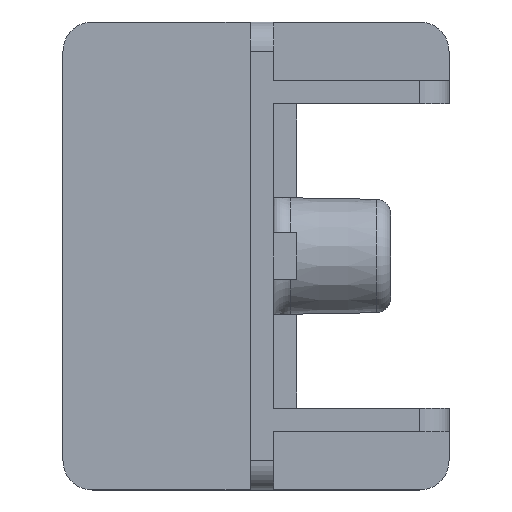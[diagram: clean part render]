
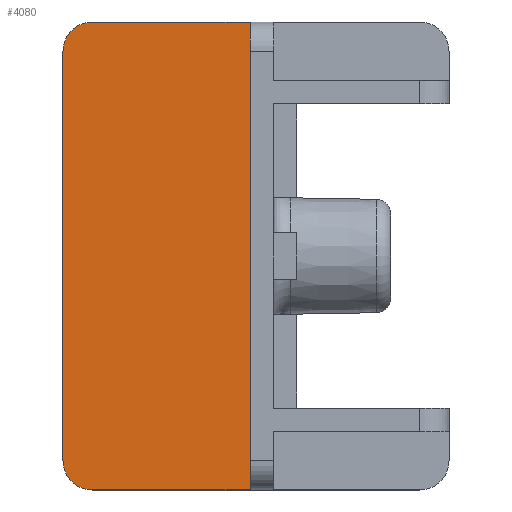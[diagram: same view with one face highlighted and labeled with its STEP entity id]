
A CAD part, left-side view. The second image highlights one B-rep face of the part: STEP entity #4080.
In plain terms, the highlighted planar face has unit normal (-1, 0, 0).
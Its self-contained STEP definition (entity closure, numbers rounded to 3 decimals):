
#1362 = CARTESIAN_POINT ( 'NONE',  ( -32.5, 0.5, -20. ) ) ;
#1363 = DIRECTION ( 'NONE',  ( 0., 1., 0. ) ) ;
#1378 = CARTESIAN_POINT ( 'NONE',  ( -32.5, 0.5, 20. ) ) ;
#1379 = DIRECTION ( 'NONE',  ( 0., 1., 0. ) ) ;
#1698 = LINE ( 'NONE', #1362, #1701 ) ;
#1701 = VECTOR ( 'NONE', #1363, 1000. ) ;
#1714 = LINE ( 'NONE', #1378, #1717 ) ;
#1717 = VECTOR ( 'NONE', #1379, 1000. ) ;
#2717 = VERTEX_POINT ( 'NONE', #2946 ) ;
#2792 = VERTEX_POINT ( 'NONE', #2997 ) ;
#2851 = ORIENTED_EDGE ( 'NONE', *, *, #3097, .T. ) ;
#2852 = ORIENTED_EDGE ( 'NONE', *, *, #8740, .T. ) ;
#2853 = ORIENTED_EDGE ( 'NONE', *, *, #9790, .F. ) ;
#2854 = ORIENTED_EDGE ( 'NONE', *, *, #8741, .F. ) ;
#2855 = ORIENTED_EDGE ( 'NONE', *, *, #9798, .T. ) ;
#2946 = CARTESIAN_POINT ( 'NONE',  ( -32.5, 16.5, 17.5 ) ) ;
#2997 = CARTESIAN_POINT ( 'NONE',  ( -32.5, 0.5, -20. ) ) ;
#3097 = EDGE_CURVE ( 'NONE', #2717, #9212, #11047, .T. ) ;
#3336 = CARTESIAN_POINT ( 'NONE',  ( -32.5, 0.5, -20. ) ) ;
#3337 = DIRECTION ( 'NONE',  ( 0., 0., -1. ) ) ;
#3341 = CARTESIAN_POINT ( 'NONE',  ( -32.5, 14., -17.5 ) ) ;
#3342 = DIRECTION ( 'NONE',  ( -1., 0., 0. ) ) ;
#3343 = DIRECTION ( 'NONE',  ( 0., 0., -1. ) ) ;
#3344 = CARTESIAN_POINT ( 'NONE',  ( -32.5, 14., 17.5 ) ) ;
#3345 = DIRECTION ( 'NONE',  ( -1., 0., 0. ) ) ;
#3346 = DIRECTION ( 'NONE',  ( 0., 0., -1. ) ) ;
#3550 = AXIS2_PLACEMENT_3D ( 'NONE', #3341, #3342, #3343 ) ;
#3551 = AXIS2_PLACEMENT_3D ( 'NONE', #3344, #3345, #3346 ) ;
#4080 = ADVANCED_FACE ( 'NONE', ( #11357 ), #8431, .F. ) ;
#4276 = ORIENTED_EDGE ( 'NONE', *, *, #8742, .T. ) ;
#4389 = AXIS2_PLACEMENT_3D ( 'NONE', #8424, #8433, #8434 ) ;
#5676 = CIRCLE ( 'NONE', #3550, 2.5 ) ;
#5677 = LINE ( 'NONE', #3336, #5680 ) ;
#5678 = CIRCLE ( 'NONE', #3551, 2.5 ) ;
#5680 = VECTOR ( 'NONE', #3337, 1000. ) ;
#6533 = CARTESIAN_POINT ( 'NONE',  ( -32.5, 16.5, -20. ) ) ;
#6541 = DIRECTION ( 'NONE',  ( 0., 0., -1. ) ) ;
#6729 = CARTESIAN_POINT ( 'NONE',  ( -32.5, 14., 20. ) ) ;
#7038 = CARTESIAN_POINT ( 'NONE',  ( -32.5, 14., -20. ) ) ;
#7161 = CARTESIAN_POINT ( 'NONE',  ( -32.5, 0.5, 20. ) ) ;
#8424 = CARTESIAN_POINT ( 'NONE',  ( -32.5, 0.5, -20. ) ) ;
#8431 = PLANE ( 'NONE',  #4389 ) ;
#8433 = DIRECTION ( 'NONE',  ( 1., 0., 0. ) ) ;
#8434 = DIRECTION ( 'NONE',  ( 0., 0., -1. ) ) ;
#8740 = EDGE_CURVE ( 'NONE', #9212, #9287, #5676, .T. ) ;
#8741 = EDGE_CURVE ( 'NONE', #9410, #2792, #5677, .T. ) ;
#8742 = EDGE_CURVE ( 'NONE', #12493, #2717, #5678, .T. ) ;
#9161 = EDGE_LOOP ( 'NONE', ( #2851, #2852, #2853, #2854, #2855, #4276 ) ) ;
#9212 = VERTEX_POINT ( 'NONE', #12805 ) ;
#9287 = VERTEX_POINT ( 'NONE', #7038 ) ;
#9410 = VERTEX_POINT ( 'NONE', #7161 ) ;
#9790 = EDGE_CURVE ( 'NONE', #2792, #9287, #1698, .T. ) ;
#9798 = EDGE_CURVE ( 'NONE', #9410, #12493, #1714, .T. ) ;
#11047 = LINE ( 'NONE', #6533, #11057 ) ;
#11057 = VECTOR ( 'NONE', #6541, 1000. ) ;
#11357 = FACE_OUTER_BOUND ( 'NONE', #9161, .T. ) ;
#12493 = VERTEX_POINT ( 'NONE', #6729 ) ;
#12805 = CARTESIAN_POINT ( 'NONE',  ( -32.5, 16.5, -17.5 ) ) ;
